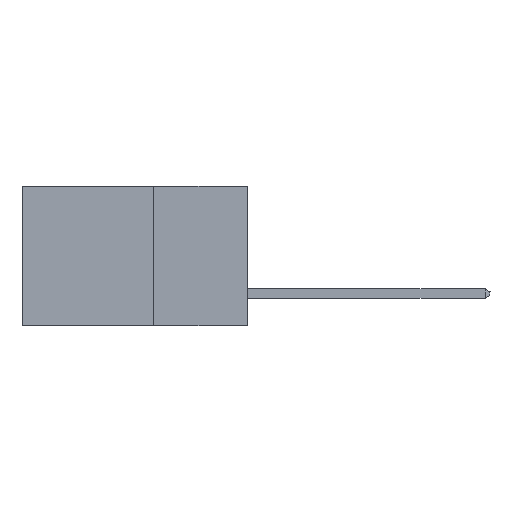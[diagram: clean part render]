
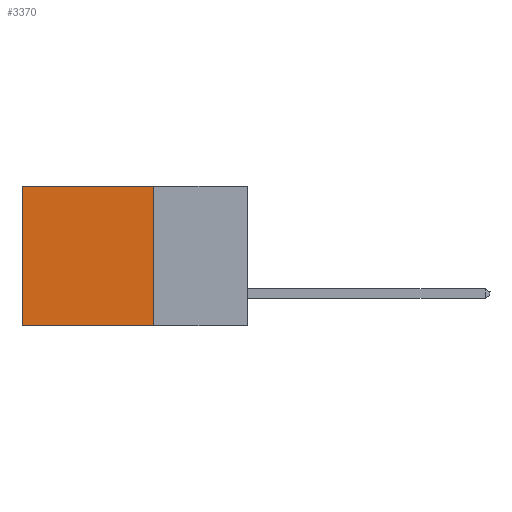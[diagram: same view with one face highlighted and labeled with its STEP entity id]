
A CAD part, left-side view. The second image highlights one B-rep face of the part: STEP entity #3370.
In plain terms, the highlighted planar face has unit normal (-1, 0, 0).
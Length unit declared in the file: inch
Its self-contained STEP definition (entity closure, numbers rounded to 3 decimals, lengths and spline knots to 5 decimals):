
#101 = CARTESIAN_POINT ( 'NONE',  ( 0.2615, 0.25, 0. ) ) ;
#114 = CARTESIAN_POINT ( 'NONE',  ( 0.2615, 0.25, 0. ) ) ;
#132 = EDGE_LOOP ( 'NONE', ( #23428, #744, #20645, #8388 ) ) ;
#150 = CARTESIAN_POINT ( 'NONE',  ( 0.2615, 0.6, 0. ) ) ;
#744 = ORIENTED_EDGE ( 'NONE', *, *, #15171, .F. ) ;
#1252 = DIRECTION ( 'NONE',  ( 1., 0., 0. ) ) ;
#1879 = LINE ( 'NONE', #21822, #4657 ) ;
#3316 = CARTESIAN_POINT ( 'NONE',  ( 0.2615, 0.25, -0.37 ) ) ;
#3370 = ADVANCED_FACE ( 'NONE', ( #7807 ), #19362, .F. ) ;
#4374 = VERTEX_POINT ( 'NONE', #3316 ) ;
#4657 = VECTOR ( 'NONE', #9884, 39.37008 ) ;
#4687 = LINE ( 'NONE', #101, #22142 ) ;
#5056 = VERTEX_POINT ( 'NONE', #114 ) ;
#5321 = DIRECTION ( 'NONE',  ( 0., 0., -1. ) ) ;
#7678 = CARTESIAN_POINT ( 'NONE',  ( 0.2615, 0.25, -0.37 ) ) ;
#7784 = VERTEX_POINT ( 'NONE', #150 ) ;
#7807 = FACE_OUTER_BOUND ( 'NONE', #132, .T. ) ;
#8176 = CARTESIAN_POINT ( 'NONE',  ( 0.2615, 0.6, -0.37 ) ) ;
#8388 = ORIENTED_EDGE ( 'NONE', *, *, #10131, .T. ) ;
#9660 = AXIS2_PLACEMENT_3D ( 'NONE', #7678, #1252, #5321 ) ;
#9884 = DIRECTION ( 'NONE',  ( 0., 1., 0. ) ) ;
#10131 = EDGE_CURVE ( 'NONE', #5056, #7784, #4687, .T. ) ;
#11151 = VECTOR ( 'NONE', #16061, 39.37008 ) ;
#12671 = DIRECTION ( 'NONE',  ( 0., 1., 0. ) ) ;
#12826 = CARTESIAN_POINT ( 'NONE',  ( 0.2615, 0.6, -0.37 ) ) ;
#15171 = EDGE_CURVE ( 'NONE', #4374, #23986, #1879, .T. ) ;
#16061 = DIRECTION ( 'NONE',  ( 0., 0., -1. ) ) ;
#18196 = VECTOR ( 'NONE', #22468, 39.37008 ) ;
#19362 = PLANE ( 'NONE',  #9660 ) ;
#20645 = ORIENTED_EDGE ( 'NONE', *, *, #24649, .F. ) ;
#21589 = EDGE_CURVE ( 'NONE', #7784, #23986, #24438, .T. ) ;
#21822 = CARTESIAN_POINT ( 'NONE',  ( 0.2615, 0.25, -0.37 ) ) ;
#22142 = VECTOR ( 'NONE', #12671, 39.37008 ) ;
#22468 = DIRECTION ( 'NONE',  ( 0., 0., -1. ) ) ;
#23428 = ORIENTED_EDGE ( 'NONE', *, *, #21589, .T. ) ;
#23986 = VERTEX_POINT ( 'NONE', #12826 ) ;
#24190 = LINE ( 'NONE', #25785, #11151 ) ;
#24438 = LINE ( 'NONE', #8176, #18196 ) ;
#24649 = EDGE_CURVE ( 'NONE', #5056, #4374, #24190, .T. ) ;
#25785 = CARTESIAN_POINT ( 'NONE',  ( 0.2615, 0.25, -0.37 ) ) ;
